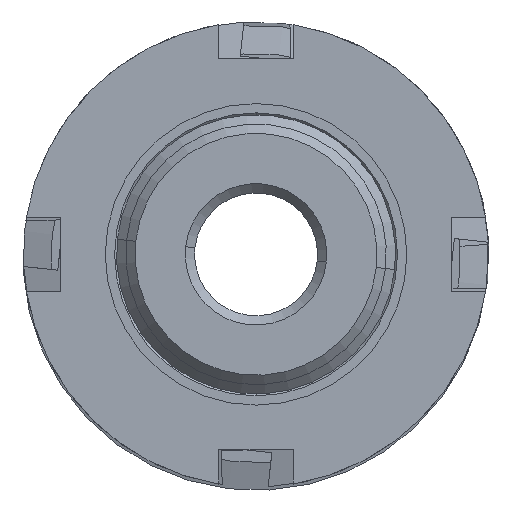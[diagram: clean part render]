
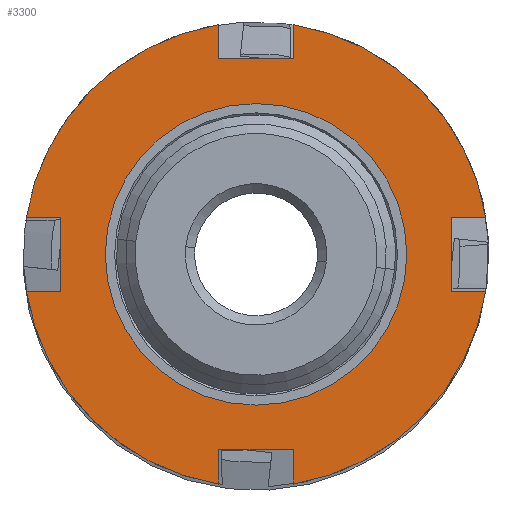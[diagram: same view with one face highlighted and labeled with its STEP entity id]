
A CAD part, front view. The second image highlights one B-rep face of the part: STEP entity #3300.
In plain terms, the highlighted planar face has unit normal (0, -1, 0).
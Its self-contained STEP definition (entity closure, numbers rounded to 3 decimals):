
#30 = CARTESIAN_POINT ( 'NONE',  ( 2., -23., 0. ) ) ;
#166 = ORIENTED_EDGE ( 'NONE', *, *, #3225, .T. ) ;
#169 = CARTESIAN_POINT ( 'NONE',  ( 2., -23., 12.339 ) ) ;
#176 = EDGE_CURVE ( 'NONE', #1589, #1375, #827, .T. ) ;
#186 = AXIS2_PLACEMENT_3D ( 'NONE', #1406, #4234, #1857 ) ;
#257 = EDGE_CURVE ( 'NONE', #4531, #3896, #4386, .T. ) ;
#284 = CARTESIAN_POINT ( 'NONE',  ( 10.5, -23., -2. ) ) ;
#315 = EDGE_CURVE ( 'NONE', #3956, #650, #1574, .T. ) ;
#333 = CARTESIAN_POINT ( 'NONE',  ( 8.1, -23., -2. ) ) ;
#361 = LINE ( 'NONE', #1139, #1047 ) ;
#367 = CARTESIAN_POINT ( 'NONE',  ( -10.5, -23., 0. ) ) ;
#403 = VECTOR ( 'NONE', #1861, 1000. ) ;
#416 = VECTOR ( 'NONE', #1062, 1000. ) ;
#438 = LINE ( 'NONE', #472, #4072 ) ;
#472 = CARTESIAN_POINT ( 'NONE',  ( -2., -23., 0. ) ) ;
#495 = CARTESIAN_POINT ( 'NONE',  ( 2., -23., -10.5 ) ) ;
#506 = CARTESIAN_POINT ( 'NONE',  ( 0., -23., 0. ) ) ;
#569 = DIRECTION ( 'NONE',  ( 1., 0., 0. ) ) ;
#581 = CARTESIAN_POINT ( 'NONE',  ( 2., -23., 10.5 ) ) ;
#605 = FACE_BOUND ( 'NONE', #1150, .T. ) ;
#650 = VERTEX_POINT ( 'NONE', #4239 ) ;
#651 = EDGE_CURVE ( 'NONE', #4040, #4221, #1172, .T. ) ;
#654 = EDGE_CURVE ( 'NONE', #1993, #4221, #3434, .T. ) ;
#673 = ORIENTED_EDGE ( 'NONE', *, *, #757, .F. ) ;
#728 = CARTESIAN_POINT ( 'NONE',  ( -12.339, -23., 2. ) ) ;
#757 = EDGE_CURVE ( 'NONE', #3730, #2481, #361, .T. ) ;
#767 = LINE ( 'NONE', #2012, #1282 ) ;
#824 = CARTESIAN_POINT ( 'NONE',  ( 0., -23., 10.5 ) ) ;
#827 = LINE ( 'NONE', #3046, #3111 ) ;
#842 = DIRECTION ( 'NONE',  ( 0., 0., 1. ) ) ;
#843 = VERTEX_POINT ( 'NONE', #728 ) ;
#862 = ORIENTED_EDGE ( 'NONE', *, *, #3629, .T. ) ;
#863 = CARTESIAN_POINT ( 'NONE',  ( -2., -23., 10.5 ) ) ;
#865 = CARTESIAN_POINT ( 'NONE',  ( 2., -23., 0. ) ) ;
#1044 = AXIS2_PLACEMENT_3D ( 'NONE', #506, #2230, #842 ) ;
#1047 = VECTOR ( 'NONE', #2526, 1000. ) ;
#1062 = DIRECTION ( 'NONE',  ( 0., 0., -1. ) ) ;
#1113 = VECTOR ( 'NONE', #1752, 1000. ) ;
#1139 = CARTESIAN_POINT ( 'NONE',  ( 8.1, -23., 2. ) ) ;
#1150 = EDGE_LOOP ( 'NONE', ( #1205, #3491 ) ) ;
#1170 = CARTESIAN_POINT ( 'NONE',  ( 0., -23., 0. ) ) ;
#1172 = LINE ( 'NONE', #3882, #4102 ) ;
#1205 = ORIENTED_EDGE ( 'NONE', *, *, #315, .T. ) ;
#1282 = VECTOR ( 'NONE', #2721, 1000. ) ;
#1309 = EDGE_CURVE ( 'NONE', #3564, #4040, #1510, .T. ) ;
#1372 = ORIENTED_EDGE ( 'NONE', *, *, #1443, .T. ) ;
#1375 = VERTEX_POINT ( 'NONE', #863 ) ;
#1384 = CARTESIAN_POINT ( 'NONE',  ( 10.5, -23., 0. ) ) ;
#1406 = CARTESIAN_POINT ( 'NONE',  ( 0., -23., 0. ) ) ;
#1443 = EDGE_CURVE ( 'NONE', #843, #1993, #767, .T. ) ;
#1498 = LINE ( 'NONE', #865, #3245 ) ;
#1508 = CARTESIAN_POINT ( 'NONE',  ( -10.5, -23., -2. ) ) ;
#1510 = CIRCLE ( 'NONE', #2228, 12.5 ) ;
#1549 = CARTESIAN_POINT ( 'NONE',  ( 2., -23., -12.339 ) ) ;
#1567 = ORIENTED_EDGE ( 'NONE', *, *, #3498, .F. ) ;
#1574 = CIRCLE ( 'NONE', #186, 8.1 ) ;
#1588 = DIRECTION ( 'NONE',  ( 0., 0., -1. ) ) ;
#1589 = VERTEX_POINT ( 'NONE', #2102 ) ;
#1635 = ORIENTED_EDGE ( 'NONE', *, *, #2400, .T. ) ;
#1653 = VECTOR ( 'NONE', #3445, 1000. ) ;
#1679 = CARTESIAN_POINT ( 'NONE',  ( -10.5, -23., 2. ) ) ;
#1752 = DIRECTION ( 'NONE',  ( -1., 0., 0. ) ) ;
#1791 = AXIS2_PLACEMENT_3D ( 'NONE', #3842, #3146, #3888 ) ;
#1812 = CIRCLE ( 'NONE', #1044, 12.5 ) ;
#1825 = DIRECTION ( 'NONE',  ( 0., 1., 0. ) ) ;
#1853 = CARTESIAN_POINT ( 'NONE',  ( 12.339, -23., -2. ) ) ;
#1857 = DIRECTION ( 'NONE',  ( 0., 0., 1. ) ) ;
#1861 = DIRECTION ( 'NONE',  ( -1., 0., 0. ) ) ;
#1930 = ORIENTED_EDGE ( 'NONE', *, *, #654, .T. ) ;
#1993 = VERTEX_POINT ( 'NONE', #1679 ) ;
#1996 = CARTESIAN_POINT ( 'NONE',  ( 0., -23., 0. ) ) ;
#2012 = CARTESIAN_POINT ( 'NONE',  ( 8.1, -23., 2. ) ) ;
#2037 = VECTOR ( 'NONE', #569, 1000. ) ;
#2046 = CARTESIAN_POINT ( 'NONE',  ( 0., -23., 0. ) ) ;
#2058 = ORIENTED_EDGE ( 'NONE', *, *, #651, .F. ) ;
#2102 = CARTESIAN_POINT ( 'NONE',  ( -2., -23., 12.339 ) ) ;
#2134 = CARTESIAN_POINT ( 'NONE',  ( 0., -23., 0. ) ) ;
#2151 = VERTEX_POINT ( 'NONE', #2405 ) ;
#2228 = AXIS2_PLACEMENT_3D ( 'NONE', #1170, #2522, #2882 ) ;
#2230 = DIRECTION ( 'NONE',  ( 0., 1., 0. ) ) ;
#2288 = DIRECTION ( 'NONE',  ( 0., 0., 1. ) ) ;
#2337 = VERTEX_POINT ( 'NONE', #1549 ) ;
#2356 = CARTESIAN_POINT ( 'NONE',  ( -2., -23., -12.339 ) ) ;
#2368 = CARTESIAN_POINT ( 'NONE',  ( 12.339, -23., 2. ) ) ;
#2400 = EDGE_CURVE ( 'NONE', #3021, #1375, #3813, .T. ) ;
#2405 = CARTESIAN_POINT ( 'NONE',  ( -2., -23., -10.5 ) ) ;
#2411 = ORIENTED_EDGE ( 'NONE', *, *, #1309, .F. ) ;
#2427 = CIRCLE ( 'NONE', #4500, 12.5 ) ;
#2481 = VERTEX_POINT ( 'NONE', #3710 ) ;
#2500 = PLANE ( 'NONE',  #1791 ) ;
#2522 = DIRECTION ( 'NONE',  ( 0., 1., 0. ) ) ;
#2526 = DIRECTION ( 'NONE',  ( -1., 0., 0. ) ) ;
#2590 = LINE ( 'NONE', #30, #1653 ) ;
#2721 = DIRECTION ( 'NONE',  ( 1., 0., 0. ) ) ;
#2724 = CARTESIAN_POINT ( 'NONE',  ( 0., -23., -10.5 ) ) ;
#2736 = DIRECTION ( 'NONE',  ( 0., 1., 0. ) ) ;
#2805 = EDGE_CURVE ( 'NONE', #650, #3956, #3471, .T. ) ;
#2846 = DIRECTION ( 'NONE',  ( 0., 0., 1. ) ) ;
#2860 = CARTESIAN_POINT ( 'NONE',  ( -12.339, -23., -2. ) ) ;
#2882 = DIRECTION ( 'NONE',  ( 0., 0., 1. ) ) ;
#2919 = VERTEX_POINT ( 'NONE', #495 ) ;
#2960 = VERTEX_POINT ( 'NONE', #169 ) ;
#2985 = LINE ( 'NONE', #1384, #3468 ) ;
#3021 = VERTEX_POINT ( 'NONE', #581 ) ;
#3046 = CARTESIAN_POINT ( 'NONE',  ( -2., -23., 0. ) ) ;
#3050 = ORIENTED_EDGE ( 'NONE', *, *, #3820, .T. ) ;
#3051 = EDGE_CURVE ( 'NONE', #843, #1589, #3747, .T. ) ;
#3087 = CARTESIAN_POINT ( 'NONE',  ( 0., -23., 8.1 ) ) ;
#3098 = EDGE_CURVE ( 'NONE', #2337, #2919, #1498, .T. ) ;
#3111 = VECTOR ( 'NONE', #1588, 1000. ) ;
#3141 = DIRECTION ( 'NONE',  ( 1., 0., 0. ) ) ;
#3146 = DIRECTION ( 'NONE',  ( 0., 1., 0. ) ) ;
#3161 = EDGE_CURVE ( 'NONE', #2960, #3730, #2427, .T. ) ;
#3224 = DIRECTION ( 'NONE',  ( 0., 0., 1. ) ) ;
#3225 = EDGE_CURVE ( 'NONE', #3896, #2481, #2985, .T. ) ;
#3245 = VECTOR ( 'NONE', #3342, 1000. ) ;
#3296 = LINE ( 'NONE', #2724, #2037 ) ;
#3300 = ADVANCED_FACE ( 'NONE', ( #605, #4361 ), #2500, .F. ) ;
#3342 = DIRECTION ( 'NONE',  ( 0., 0., 1. ) ) ;
#3434 = LINE ( 'NONE', #367, #416 ) ;
#3445 = DIRECTION ( 'NONE',  ( 0., 0., -1. ) ) ;
#3468 = VECTOR ( 'NONE', #3872, 1000. ) ;
#3471 = CIRCLE ( 'NONE', #3936, 8.1 ) ;
#3491 = ORIENTED_EDGE ( 'NONE', *, *, #2805, .T. ) ;
#3493 = ORIENTED_EDGE ( 'NONE', *, *, #3098, .F. ) ;
#3498 = EDGE_CURVE ( 'NONE', #4531, #2337, #1812, .T. ) ;
#3564 = VERTEX_POINT ( 'NONE', #2356 ) ;
#3629 = EDGE_CURVE ( 'NONE', #2960, #3021, #2590, .T. ) ;
#3680 = ORIENTED_EDGE ( 'NONE', *, *, #3161, .F. ) ;
#3710 = CARTESIAN_POINT ( 'NONE',  ( 10.5, -23., 2. ) ) ;
#3730 = VERTEX_POINT ( 'NONE', #2368 ) ;
#3747 = CIRCLE ( 'NONE', #4074, 12.5 ) ;
#3813 = LINE ( 'NONE', #824, #403 ) ;
#3820 = EDGE_CURVE ( 'NONE', #2151, #2919, #3296, .T. ) ;
#3842 = CARTESIAN_POINT ( 'NONE',  ( 8.1, -23., 0. ) ) ;
#3872 = DIRECTION ( 'NONE',  ( 0., 0., 1. ) ) ;
#3882 = CARTESIAN_POINT ( 'NONE',  ( 8.1, -23., -2. ) ) ;
#3888 = DIRECTION ( 'NONE',  ( 0., 0., 1. ) ) ;
#3896 = VERTEX_POINT ( 'NONE', #284 ) ;
#3936 = AXIS2_PLACEMENT_3D ( 'NONE', #2134, #1825, #2846 ) ;
#3956 = VERTEX_POINT ( 'NONE', #3087 ) ;
#4040 = VERTEX_POINT ( 'NONE', #2860 ) ;
#4065 = EDGE_LOOP ( 'NONE', ( #2058, #2411, #4147, #3050, #3493, #1567, #4143, #166, #673, #3680, #862, #1635, #4388, #4126, #1372, #1930 ) ) ;
#4072 = VECTOR ( 'NONE', #3224, 1000. ) ;
#4074 = AXIS2_PLACEMENT_3D ( 'NONE', #1996, #4452, #2288 ) ;
#4102 = VECTOR ( 'NONE', #3141, 1000. ) ;
#4104 = EDGE_CURVE ( 'NONE', #3564, #2151, #438, .T. ) ;
#4126 = ORIENTED_EDGE ( 'NONE', *, *, #3051, .F. ) ;
#4143 = ORIENTED_EDGE ( 'NONE', *, *, #257, .T. ) ;
#4147 = ORIENTED_EDGE ( 'NONE', *, *, #4104, .T. ) ;
#4221 = VERTEX_POINT ( 'NONE', #1508 ) ;
#4234 = DIRECTION ( 'NONE',  ( 0., 1., 0. ) ) ;
#4239 = CARTESIAN_POINT ( 'NONE',  ( 0., -23., -8.1 ) ) ;
#4361 = FACE_OUTER_BOUND ( 'NONE', #4065, .T. ) ;
#4386 = LINE ( 'NONE', #333, #1113 ) ;
#4388 = ORIENTED_EDGE ( 'NONE', *, *, #176, .F. ) ;
#4452 = DIRECTION ( 'NONE',  ( 0., 1., 0. ) ) ;
#4500 = AXIS2_PLACEMENT_3D ( 'NONE', #2046, #2736, #4522 ) ;
#4522 = DIRECTION ( 'NONE',  ( 0., 0., 1. ) ) ;
#4531 = VERTEX_POINT ( 'NONE', #1853 ) ;
